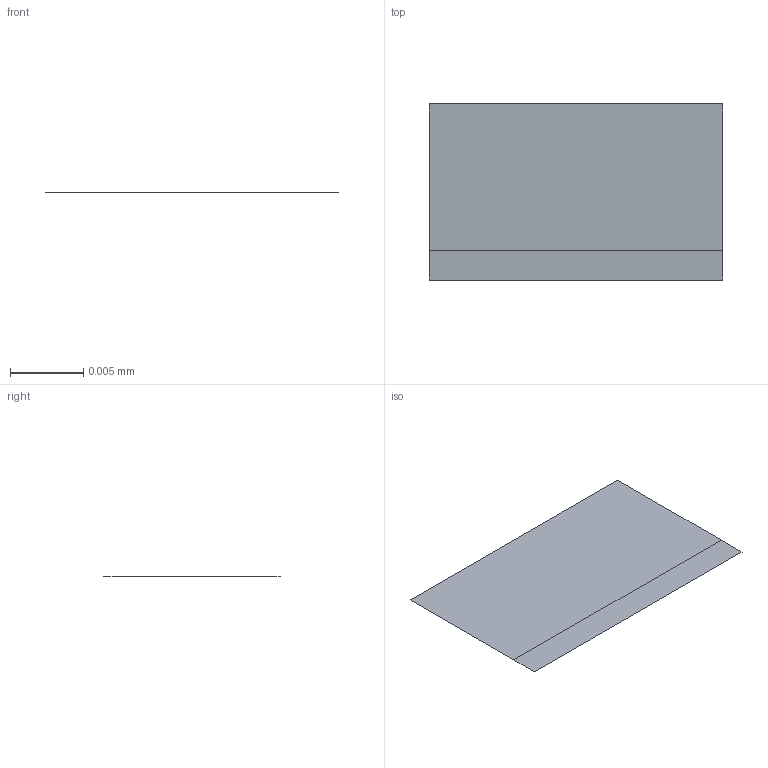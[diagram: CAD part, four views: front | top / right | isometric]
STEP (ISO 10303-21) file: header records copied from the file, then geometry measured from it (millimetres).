
FILE_DESCRIPTION(('STEP AP242'), '1');
FILE_NAME('raw_geom', '2023-03-05T16:47:38', (''), (''), 'ASCON STEP Converter 1.6', 'ASCON Math Kernel', '');
FILE_SCHEMA(('AP242_MANAGED_MODEL_BASED_3D_ENGINEERING_MIM_LF { 1 0 10303 442 1 1 4 }'));
Length unit declared in the file: millimetre
Bounding box: 0.02 x 0.01 x 0 mm (x, y, z)
Surface area: 0 mm2 (no closed solid volume)
Topology: 0 solids, 2 shells, 2 faces, 8 edges, 8 vertices
Faces by surface type: plane 2
Entity records: 141 total; most frequent: CARTESIAN_POINT 19, DIRECTION 14, ORIENTED_EDGE 8, EDGE_CURVE 8, VERTEX_POINT 8, LINE 8, VECTOR 8, AXIS2_PLACEMENT_3D 3
